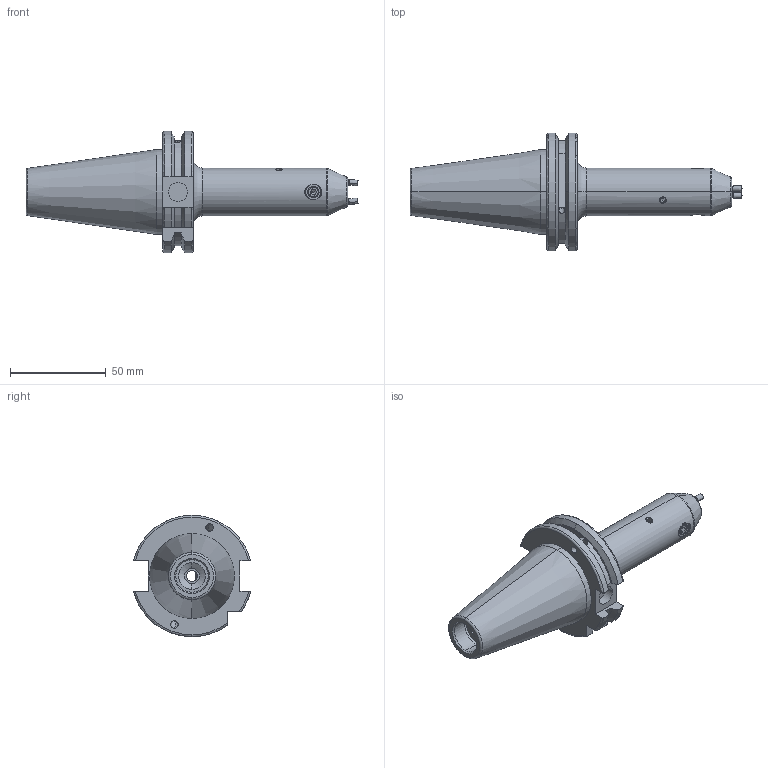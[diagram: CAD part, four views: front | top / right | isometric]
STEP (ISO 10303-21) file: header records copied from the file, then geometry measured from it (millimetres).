
FILE_DESCRIPTION (( 'STEP AP203' ), '1' );
FILE_NAME ('91406-WK206100.STEP', '2017-01-05T12:26:08', ( '' ), ( '' ), 'SwSTEP 2.0', 'SolidWorks 2009', '' );
FILE_SCHEMA (( 'CONFIG_CONTROL_DESIGN' ));
Length unit declared in the file: millimetre
Products named in the file (5): GS-M6X10-DIN1835-B; GS-M3X5_DIN 913 - M3 x 5-N; SK40EK06100FWW; 91406-WK206100; GS-M4X4_DIN 913 - M4 x 10-N
Assembly tree (8 placements, depth 2):
  91406-WK206100
    GS-M3X5_DIN 913 - M3 x 5-N  x2
    GS-M6X10-DIN1835-B
    GS-M4X4_DIN 913 - M4 x 10-N  x4
    SK40EK06100FWW
Bounding box: 173.78 x 61.48 x 63.55 mm (x, y, z)
Volume: 137535.7 mm3; surface area: 29886.9 mm2
Topology: 8 solids, 8 shells, 360 faces, 913 edges, 576 vertices
Faces by surface type: cone 148, plane 98, cylinder 90, torus 18, bspline 4, sphere 2
Entity records: 7617 total; most frequent: CARTESIAN_POINT 2010, DIRECTION 1072, ORIENTED_EDGE 1034, EDGE_CURVE 517, AXIS2_PLACEMENT_3D 422, VERTEX_POINT 328, EDGE_LOOP 231, VECTOR 228
